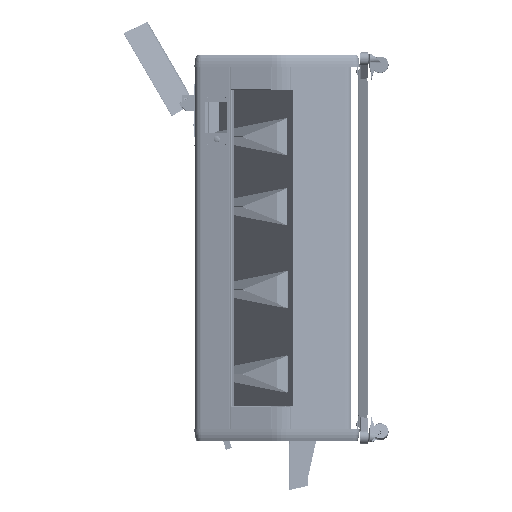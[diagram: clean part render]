
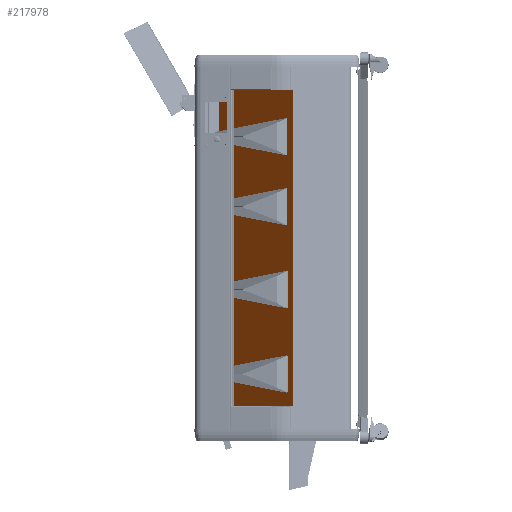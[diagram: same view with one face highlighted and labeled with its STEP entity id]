
A CAD part, left-side view. The second image highlights one B-rep face of the part: STEP entity #217978.
In plain terms, the highlighted planar face has unit normal (-0.574, 0.819, 0).
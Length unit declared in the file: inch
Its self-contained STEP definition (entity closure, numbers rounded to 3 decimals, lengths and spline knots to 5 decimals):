
#6473 = EDGE_LOOP ( 'NONE', ( #315198, #27597, #333105, #146155 ) ) ;
#6796 = DIRECTION ( 'NONE',  ( -0.819, -0.574, 0. ) ) ;
#11343 = DIRECTION ( 'NONE',  ( 0., 0., 1. ) ) ;
#14759 = VERTEX_POINT ( 'NONE', #125422 ) ;
#27597 = ORIENTED_EDGE ( 'NONE', *, *, #170596, .T. ) ;
#32250 = FACE_OUTER_BOUND ( 'NONE', #6473, .T. ) ;
#39456 = VECTOR ( 'NONE', #355258, 39.37008 ) ;
#47683 = AXIS2_PLACEMENT_3D ( 'NONE', #110485, #86755, #6796 ) ;
#59453 = PLANE ( 'NONE',  #47683 ) ;
#72951 = CARTESIAN_POINT ( 'NONE',  ( -15.62675, -3.26308, 0.025 ) ) ;
#86755 = DIRECTION ( 'NONE',  ( -0.574, 0.819, 0. ) ) ;
#92386 = CARTESIAN_POINT ( 'NONE',  ( 9.7559, 14.53358, 37.979 ) ) ;
#106479 = LINE ( 'NONE', #273569, #39456 ) ;
#110485 = CARTESIAN_POINT ( 'NONE',  ( -4.98242, 4.20004, 0.025 ) ) ;
#112053 = LINE ( 'NONE', #222823, #305702 ) ;
#125422 = CARTESIAN_POINT ( 'NONE',  ( -15.62675, -3.26308, -37.929 ) ) ;
#127121 = CARTESIAN_POINT ( 'NONE',  ( 9.7559, 14.53358, 37.979 ) ) ;
#146155 = ORIENTED_EDGE ( 'NONE', *, *, #286689, .T. ) ;
#149402 = LINE ( 'NONE', #72951, #342989 ) ;
#151609 = CARTESIAN_POINT ( 'NONE',  ( 9.7559, 14.53358, -37.929 ) ) ;
#166319 = VERTEX_POINT ( 'NONE', #127121 ) ;
#170596 = EDGE_CURVE ( 'NONE', #14759, #307917, #149402, .T. ) ;
#194919 = VERTEX_POINT ( 'NONE', #151609 ) ;
#195750 = CARTESIAN_POINT ( 'NONE',  ( -15.62675, -3.26308, 37.979 ) ) ;
#217978 = ADVANCED_FACE ( 'NONE', ( #32250 ), #59453, .T. ) ;
#222823 = CARTESIAN_POINT ( 'NONE',  ( -19.72073, -6.13351, -37.929 ) ) ;
#258046 = VECTOR ( 'NONE', #346571, 39.37008 ) ;
#263068 = LINE ( 'NONE', #92386, #258046 ) ;
#263447 = EDGE_CURVE ( 'NONE', #166319, #307917, #263068, .T. ) ;
#265454 = EDGE_CURVE ( 'NONE', #14759, #194919, #112053, .T. ) ;
#273569 = CARTESIAN_POINT ( 'NONE',  ( 9.7559, 14.53358, -38.085 ) ) ;
#286689 = EDGE_CURVE ( 'NONE', #166319, #194919, #106479, .T. ) ;
#305702 = VECTOR ( 'NONE', #333575, 39.37008 ) ;
#307917 = VERTEX_POINT ( 'NONE', #195750 ) ;
#315198 = ORIENTED_EDGE ( 'NONE', *, *, #265454, .F. ) ;
#333105 = ORIENTED_EDGE ( 'NONE', *, *, #263447, .F. ) ;
#333575 = DIRECTION ( 'NONE',  ( 0.819, 0.574, 0. ) ) ;
#342989 = VECTOR ( 'NONE', #11343, 39.37008 ) ;
#346571 = DIRECTION ( 'NONE',  ( -0.819, -0.574, 0. ) ) ;
#355258 = DIRECTION ( 'NONE',  ( 0., 0., -1. ) ) ;
